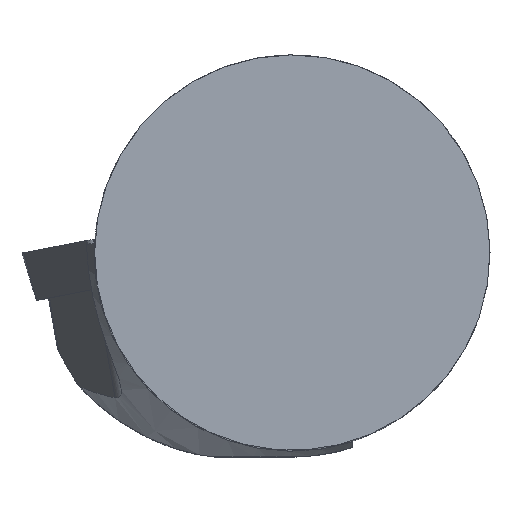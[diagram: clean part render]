
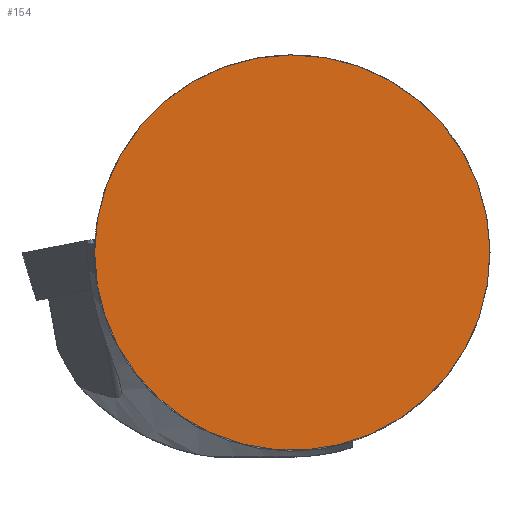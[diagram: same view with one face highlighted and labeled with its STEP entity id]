
A CAD part, top view. The second image highlights one B-rep face of the part: STEP entity #154.
In plain terms, the highlighted planar face has unit normal (0, 0, 1).
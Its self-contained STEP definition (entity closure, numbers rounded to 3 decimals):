
#154=ADVANCED_FACE('',(#213),#190,.F.);
#190=PLANE('',#871);
#213=FACE_OUTER_BOUND('',#245,.T.);
#245=EDGE_LOOP('',(#456));
#456=ORIENTED_EDGE('',*,*,#688,.F.);
#614=VERTEX_POINT('',#1319);
#688=EDGE_CURVE('',#614,#614,#756,.T.);
#756=CIRCLE('',#863,16.);
#863=AXIS2_PLACEMENT_3D('',#1318,#988,#989);
#871=AXIS2_PLACEMENT_3D('',#1376,#1006,#1007);
#988=DIRECTION('',(0.,0.,-1.));
#989=DIRECTION('',(-1.,0.,0.));
#1006=DIRECTION('',(0.,0.,-1.));
#1007=DIRECTION('',(1.,0.,0.));
#1318=CARTESIAN_POINT('',(0.,0.,0.325));
#1319=CARTESIAN_POINT('',(-16.,0.,0.325));
#1376=CARTESIAN_POINT('',(0.,0.,0.325));
